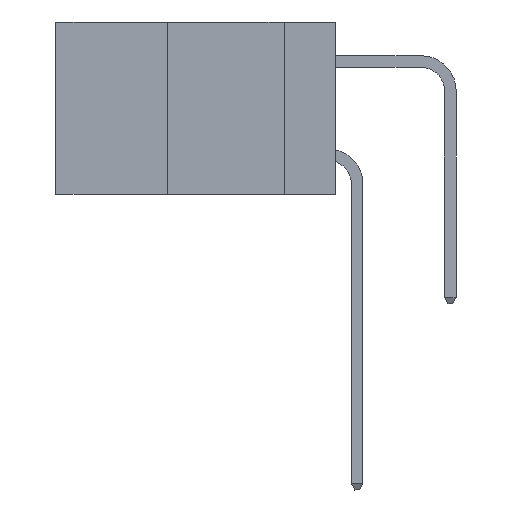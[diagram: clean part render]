
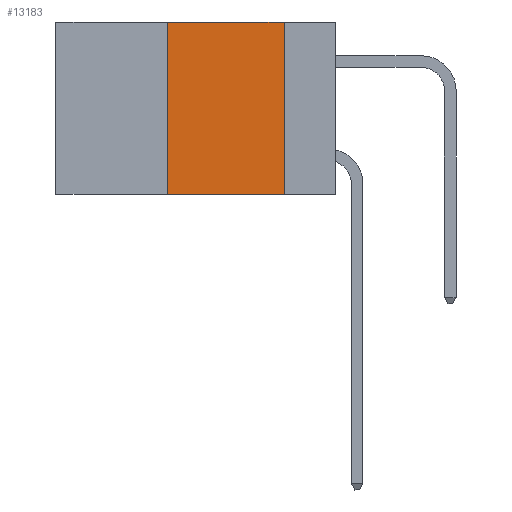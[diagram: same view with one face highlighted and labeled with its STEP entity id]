
A CAD part, left-side view. The second image highlights one B-rep face of the part: STEP entity #13183.
In plain terms, the highlighted planar face has unit normal (-1, 0, 0).
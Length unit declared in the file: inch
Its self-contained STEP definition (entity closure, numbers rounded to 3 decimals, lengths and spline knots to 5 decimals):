
#460 = EDGE_CURVE ( 'NONE', #12359, #5596, #4759, .T. ) ;
#941 = EDGE_CURVE ( 'NONE', #12359, #3750, #2542, .T. ) ;
#1852 = DIRECTION ( 'NONE',  ( 1., 0., 0. ) ) ;
#2492 = EDGE_CURVE ( 'NONE', #11274, #5596, #9973, .T. ) ;
#2542 = LINE ( 'NONE', #9986, #13142 ) ;
#2570 = VECTOR ( 'NONE', #13292, 39.37008 ) ;
#2730 = PLANE ( 'NONE',  #13402 ) ;
#3190 = LINE ( 'NONE', #7098, #11457 ) ;
#3566 = EDGE_LOOP ( 'NONE', ( #13102, #5748, #3833, #9552 ) ) ;
#3750 = VERTEX_POINT ( 'NONE', #12140 ) ;
#3833 = ORIENTED_EDGE ( 'NONE', *, *, #941, .F. ) ;
#3932 = DIRECTION ( 'NONE',  ( 0., -1., 0. ) ) ;
#4759 = LINE ( 'NONE', #9281, #12986 ) ;
#5024 = DIRECTION ( 'NONE',  ( 0., -1., 0. ) ) ;
#5596 = VERTEX_POINT ( 'NONE', #10265 ) ;
#5748 = ORIENTED_EDGE ( 'NONE', *, *, #12713, .F. ) ;
#7009 = CARTESIAN_POINT ( 'NONE',  ( 0., 0.11, 0. ) ) ;
#7098 = CARTESIAN_POINT ( 'NONE',  ( 0., 0.6, 0. ) ) ;
#8285 = CARTESIAN_POINT ( 'NONE',  ( 0., 0.6, 0. ) ) ;
#8767 = CARTESIAN_POINT ( 'NONE',  ( 0., 0.36, -0.37 ) ) ;
#9281 = CARTESIAN_POINT ( 'NONE',  ( 0., 0.6, -0.37 ) ) ;
#9552 = ORIENTED_EDGE ( 'NONE', *, *, #460, .T. ) ;
#9973 = LINE ( 'NONE', #7009, #2570 ) ;
#9986 = CARTESIAN_POINT ( 'NONE',  ( 0., 0.36, 0. ) ) ;
#10265 = CARTESIAN_POINT ( 'NONE',  ( 0., 0.11, -0.37 ) ) ;
#11274 = VERTEX_POINT ( 'NONE', #11675 ) ;
#11457 = VECTOR ( 'NONE', #3932, 39.37008 ) ;
#11482 = DIRECTION ( 'NONE',  ( 0., 0., -1. ) ) ;
#11617 = FACE_OUTER_BOUND ( 'NONE', #3566, .T. ) ;
#11675 = CARTESIAN_POINT ( 'NONE',  ( 0., 0.11, 0. ) ) ;
#12140 = CARTESIAN_POINT ( 'NONE',  ( 0., 0.36, 0. ) ) ;
#12359 = VERTEX_POINT ( 'NONE', #8767 ) ;
#12713 = EDGE_CURVE ( 'NONE', #3750, #11274, #3190, .T. ) ;
#12986 = VECTOR ( 'NONE', #5024, 39.37008 ) ;
#13102 = ORIENTED_EDGE ( 'NONE', *, *, #2492, .F. ) ;
#13142 = VECTOR ( 'NONE', #13309, 39.37008 ) ;
#13183 = ADVANCED_FACE ( 'NONE', ( #11617 ), #2730, .F. ) ;
#13292 = DIRECTION ( 'NONE',  ( 0., 0., -1. ) ) ;
#13309 = DIRECTION ( 'NONE',  ( 0., 0., 1. ) ) ;
#13402 = AXIS2_PLACEMENT_3D ( 'NONE', #8285, #1852, #11482 ) ;
